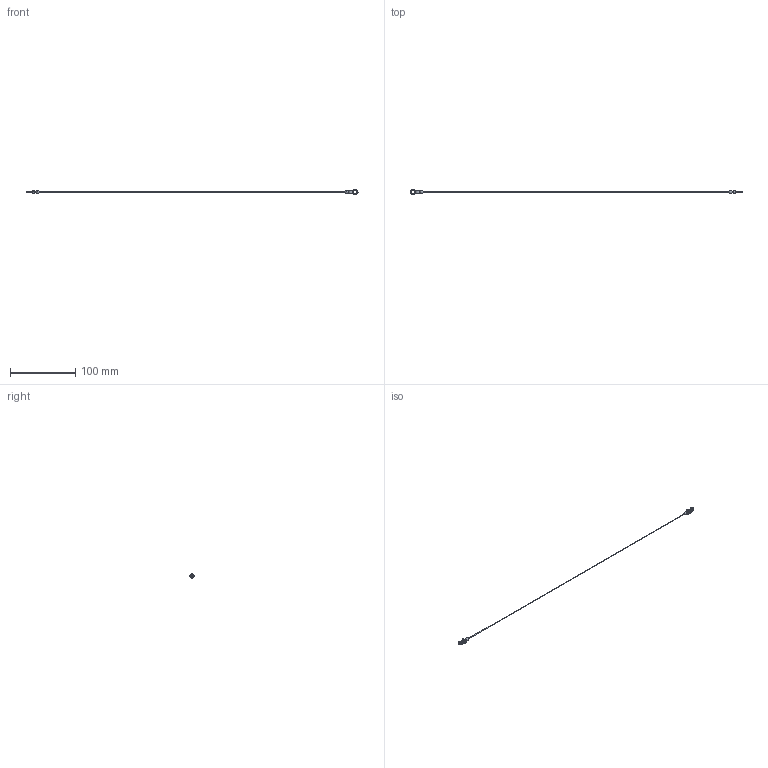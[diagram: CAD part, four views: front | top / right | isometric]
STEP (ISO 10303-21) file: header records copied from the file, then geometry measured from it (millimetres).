
FILE_DESCRIPTION( ( 'STEP AP214' ), '1' );
FILE_NAME( 'K1125.01X500.stp', '2020-12-10T10:11:16', ( '' ), ( '' ), ' ', 'PARTsolutions', ' ' );
FILE_SCHEMA( ( 'AUTOMOTIVE_DESIGN { 1 0 10303 214 1 1 1 1 }' ) );
Length unit declared in the file: millimetre
Products named in the file (1): _K1125.01X500
Bounding box: 507.97 x 7.99 x 7.99 mm (x, y, z)
Volume: 611.2 mm3; surface area: 2263 mm2
Topology: 1 solids, 1 shells, 53 faces, 164 edges, 111 vertices
Faces by surface type: cylinder 37, plane 12, sphere 4
Full cylindrical faces by diameter (mm): 0.91 x3, 5 x4
Entity records: 2234 total; most frequent: CARTESIAN_POINT 410, DIRECTION 304, ORIENTED_EDGE 268, EDGE_CURVE 134, AXIS2_PLACEMENT_3D 126, VERTEX_POINT 100, EDGE_LOOP 72, CIRCLE 72
